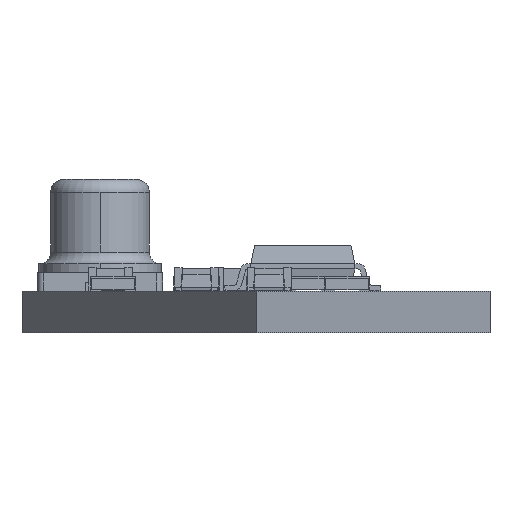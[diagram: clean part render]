
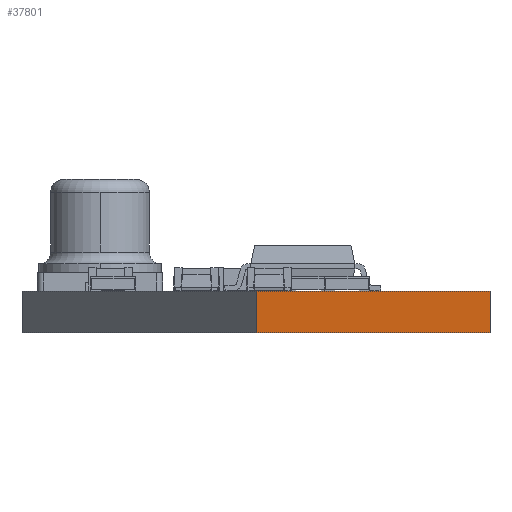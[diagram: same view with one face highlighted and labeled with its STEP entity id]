
A CAD part, front view. The second image highlights one B-rep face of the part: STEP entity #37801.
In plain terms, the highlighted planar face has unit normal (0.822, -0.569, 0).
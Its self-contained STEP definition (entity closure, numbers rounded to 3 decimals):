
#37620 = PLANE('',#37621);
#37621 = AXIS2_PLACEMENT_3D('',#37622,#37623,#37624);
#37622 = CARTESIAN_POINT('',(104.,-21.,0.));
#37623 = DIRECTION('',(1.,0.,-0.));
#37624 = DIRECTION('',(0.,-1.,0.));
#37645 = VERTEX_POINT('',#37646);
#37646 = CARTESIAN_POINT('',(104.,-149.,1.6));
#37660 = PLANE('',#37661);
#37661 = AXIS2_PLACEMENT_3D('',#37662,#37663,#37664);
#37662 = CARTESIAN_POINT('',(104.,-21.,1.6));
#37663 = DIRECTION('',(0.,0.,1.));
#37664 = DIRECTION('',(1.,0.,-0.));
#37672 = EDGE_CURVE('',#37673,#37645,#37675,.T.);
#37673 = VERTEX_POINT('',#37674);
#37674 = CARTESIAN_POINT('',(104.,-149.,0.));
#37675 = SURFACE_CURVE('',#37676,(#37680,#37687),.PCURVE_S1.);
#37676 = LINE('',#37677,#37678);
#37677 = CARTESIAN_POINT('',(104.,-149.,0.));
#37678 = VECTOR('',#37679,1.);
#37679 = DIRECTION('',(0.,0.,1.));
#37680 = PCURVE('',#37620,#37681);
#37681 = DEFINITIONAL_REPRESENTATION('',(#37682),#37686);
#37682 = LINE('',#37683,#37684);
#37683 = CARTESIAN_POINT('',(128.,0.));
#37684 = VECTOR('',#37685,1.);
#37685 = DIRECTION('',(0.,-1.));
#37686 = ( GEOMETRIC_REPRESENTATION_CONTEXT(2) 
PARAMETRIC_REPRESENTATION_CONTEXT() REPRESENTATION_CONTEXT('2D SPACE',''
  ) );
#37687 = PCURVE('',#37688,#37693);
#37688 = PLANE('',#37689);
#37689 = AXIS2_PLACEMENT_3D('',#37690,#37691,#37692);
#37690 = CARTESIAN_POINT('',(104.,-149.,0.));
#37691 = DIRECTION('',(0.822,-0.569,0.));
#37692 = DIRECTION('',(-0.569,-0.822,0.));
#37693 = DEFINITIONAL_REPRESENTATION('',(#37694),#37698);
#37694 = LINE('',#37695,#37696);
#37695 = CARTESIAN_POINT('',(0.,0.));
#37696 = VECTOR('',#37697,1.);
#37697 = DIRECTION('',(0.,-1.));
#37698 = ( GEOMETRIC_REPRESENTATION_CONTEXT(2) 
PARAMETRIC_REPRESENTATION_CONTEXT() REPRESENTATION_CONTEXT('2D SPACE',''
  ) );
#37714 = PLANE('',#37715);
#37715 = AXIS2_PLACEMENT_3D('',#37716,#37717,#37718);
#37716 = CARTESIAN_POINT('',(104.,-21.,0.));
#37717 = DIRECTION('',(0.,0.,1.));
#37718 = DIRECTION('',(1.,0.,-0.));
#37801 = ADVANCED_FACE('',(#37802),#37688,.T.);
#37802 = FACE_BOUND('',#37803,.T.);
#37803 = EDGE_LOOP('',(#37804,#37805,#37828,#37856));
#37804 = ORIENTED_EDGE('',*,*,#37672,.T.);
#37805 = ORIENTED_EDGE('',*,*,#37806,.T.);
#37806 = EDGE_CURVE('',#37645,#37807,#37809,.T.);
#37807 = VERTEX_POINT('',#37808);
#37808 = CARTESIAN_POINT('',(95.,-162.,1.6));
#37809 = SURFACE_CURVE('',#37810,(#37814,#37821),.PCURVE_S1.);
#37810 = LINE('',#37811,#37812);
#37811 = CARTESIAN_POINT('',(104.,-149.,1.6));
#37812 = VECTOR('',#37813,1.);
#37813 = DIRECTION('',(-0.569,-0.822,0.));
#37814 = PCURVE('',#37688,#37815);
#37815 = DEFINITIONAL_REPRESENTATION('',(#37816),#37820);
#37816 = LINE('',#37817,#37818);
#37817 = CARTESIAN_POINT('',(0.,-1.6));
#37818 = VECTOR('',#37819,1.);
#37819 = DIRECTION('',(1.,0.));
#37820 = ( GEOMETRIC_REPRESENTATION_CONTEXT(2) 
PARAMETRIC_REPRESENTATION_CONTEXT() REPRESENTATION_CONTEXT('2D SPACE',''
  ) );
#37821 = PCURVE('',#37660,#37822);
#37822 = DEFINITIONAL_REPRESENTATION('',(#37823),#37827);
#37823 = LINE('',#37824,#37825);
#37824 = CARTESIAN_POINT('',(0.,-128.));
#37825 = VECTOR('',#37826,1.);
#37826 = DIRECTION('',(-0.569,-0.822));
#37827 = ( GEOMETRIC_REPRESENTATION_CONTEXT(2) 
PARAMETRIC_REPRESENTATION_CONTEXT() REPRESENTATION_CONTEXT('2D SPACE',''
  ) );
#37828 = ORIENTED_EDGE('',*,*,#37829,.F.);
#37829 = EDGE_CURVE('',#37830,#37807,#37832,.T.);
#37830 = VERTEX_POINT('',#37831);
#37831 = CARTESIAN_POINT('',(95.,-162.,0.));
#37832 = SURFACE_CURVE('',#37833,(#37837,#37844),.PCURVE_S1.);
#37833 = LINE('',#37834,#37835);
#37834 = CARTESIAN_POINT('',(95.,-162.,0.));
#37835 = VECTOR('',#37836,1.);
#37836 = DIRECTION('',(0.,0.,1.));
#37837 = PCURVE('',#37688,#37838);
#37838 = DEFINITIONAL_REPRESENTATION('',(#37839),#37843);
#37839 = LINE('',#37840,#37841);
#37840 = CARTESIAN_POINT('',(15.811,0.));
#37841 = VECTOR('',#37842,1.);
#37842 = DIRECTION('',(0.,-1.));
#37843 = ( GEOMETRIC_REPRESENTATION_CONTEXT(2) 
PARAMETRIC_REPRESENTATION_CONTEXT() REPRESENTATION_CONTEXT('2D SPACE',''
  ) );
#37844 = PCURVE('',#37845,#37850);
#37845 = PLANE('',#37846);
#37846 = AXIS2_PLACEMENT_3D('',#37847,#37848,#37849);
#37847 = CARTESIAN_POINT('',(95.,-162.,0.));
#37848 = DIRECTION('',(-0.822,-0.569,0.));
#37849 = DIRECTION('',(-0.569,0.822,0.));
#37850 = DEFINITIONAL_REPRESENTATION('',(#37851),#37855);
#37851 = LINE('',#37852,#37853);
#37852 = CARTESIAN_POINT('',(0.,0.));
#37853 = VECTOR('',#37854,1.);
#37854 = DIRECTION('',(0.,-1.));
#37855 = ( GEOMETRIC_REPRESENTATION_CONTEXT(2) 
PARAMETRIC_REPRESENTATION_CONTEXT() REPRESENTATION_CONTEXT('2D SPACE',''
  ) );
#37856 = ORIENTED_EDGE('',*,*,#37857,.F.);
#37857 = EDGE_CURVE('',#37673,#37830,#37858,.T.);
#37858 = SURFACE_CURVE('',#37859,(#37863,#37870),.PCURVE_S1.);
#37859 = LINE('',#37860,#37861);
#37860 = CARTESIAN_POINT('',(104.,-149.,0.));
#37861 = VECTOR('',#37862,1.);
#37862 = DIRECTION('',(-0.569,-0.822,0.));
#37863 = PCURVE('',#37688,#37864);
#37864 = DEFINITIONAL_REPRESENTATION('',(#37865),#37869);
#37865 = LINE('',#37866,#37867);
#37866 = CARTESIAN_POINT('',(0.,0.));
#37867 = VECTOR('',#37868,1.);
#37868 = DIRECTION('',(1.,0.));
#37869 = ( GEOMETRIC_REPRESENTATION_CONTEXT(2) 
PARAMETRIC_REPRESENTATION_CONTEXT() REPRESENTATION_CONTEXT('2D SPACE',''
  ) );
#37870 = PCURVE('',#37714,#37871);
#37871 = DEFINITIONAL_REPRESENTATION('',(#37872),#37876);
#37872 = LINE('',#37873,#37874);
#37873 = CARTESIAN_POINT('',(0.,-128.));
#37874 = VECTOR('',#37875,1.);
#37875 = DIRECTION('',(-0.569,-0.822));
#37876 = ( GEOMETRIC_REPRESENTATION_CONTEXT(2) 
PARAMETRIC_REPRESENTATION_CONTEXT() REPRESENTATION_CONTEXT('2D SPACE',''
  ) );
